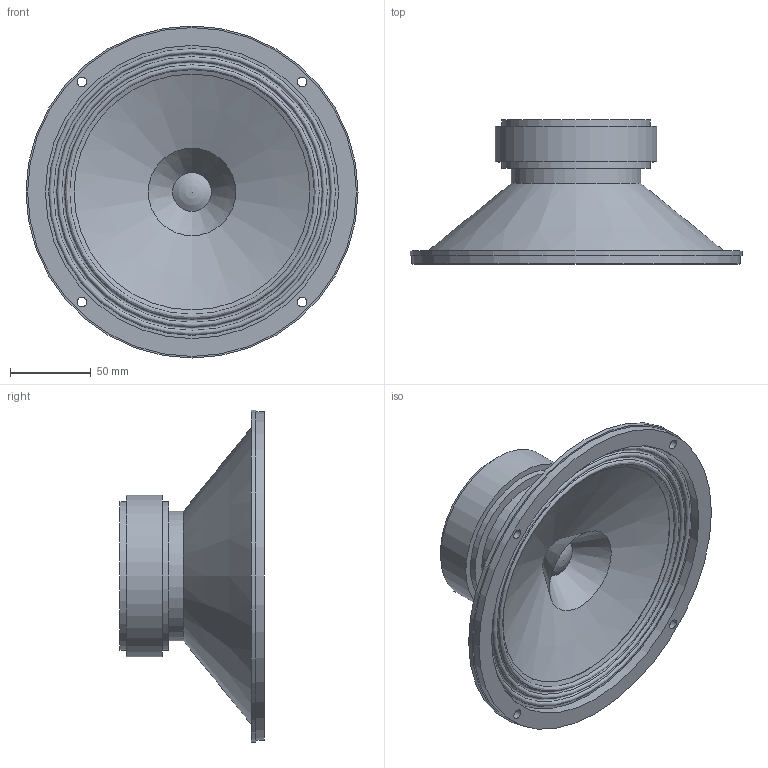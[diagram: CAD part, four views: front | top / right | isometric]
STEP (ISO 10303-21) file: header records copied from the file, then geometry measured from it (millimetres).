
FILE_DESCRIPTION(('FreeCAD Model'),'2;1');
FILE_NAME('Visaton_BG_20.step','2020-04-04T00:24:06',('Author'),(''), 'Open CASCADE STEP processor 6.8','FreeCAD','Unknown');
FILE_SCHEMA(('AUTOMOTIVE_DESIGN_CC2 { 1 2 10303 214 -1 1 5 4 }'));
Length unit declared in the file: millimetre
Products named in the file (1): Visaton_BG_20
Bounding box: 205 x 89 x 205 mm (x, y, z)
Volume: 776130 mm3; surface area: 110155.6 mm2
Topology: 1 solids, 1 shells, 31 faces, 58 edges, 35 vertices
Faces by surface type: cylinder 11, plane 8, cone 6, revolution 5, sphere 1
Full cylindrical faces by diameter (mm): 6 x4, 80 x1, 92 x2, 100 x1, 181 x1, 203 x1, 205 x1
Entity records: 1622 total; most frequent: CARTESIAN_POINT 333, DIRECTION 265, ORIENTED_EDGE 114, PCURVE 114, DEFINITIONAL_REPRESENTATION 114, LINE 108, VECTOR 108, AXIS2_PLACEMENT_3D 72
